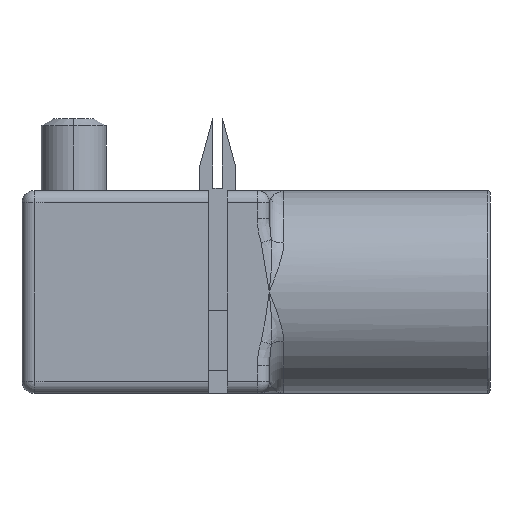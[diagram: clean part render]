
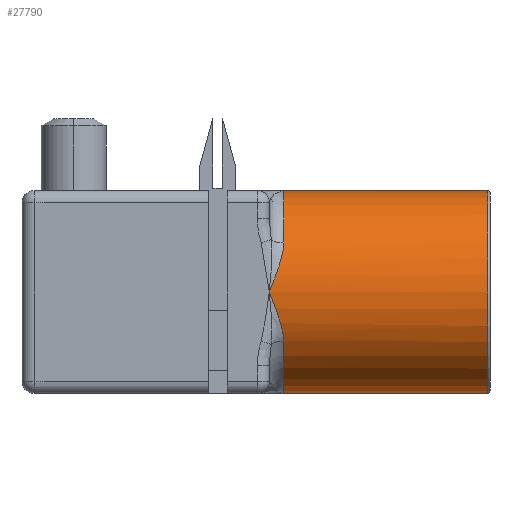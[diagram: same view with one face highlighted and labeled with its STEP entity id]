
A CAD part, left-side view. The second image highlights one B-rep face of the part: STEP entity #27790.
In plain terms, the highlighted cylindrical face has radius 4.227 mm (diameter 8.454 mm), a partial arc.
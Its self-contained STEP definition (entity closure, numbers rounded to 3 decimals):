
#970 = DIRECTION ( 'NONE',  ( 0., -1., 0. ) ) ;
#1015 = CARTESIAN_POINT ( 'NONE',  ( -9.165, -0.6, -1.876 ) ) ;
#1424 = VERTEX_POINT ( 'NONE', #23753 ) ;
#1619 = DIRECTION ( 'NONE',  ( 0., 1., 0. ) ) ;
#1671 = CARTESIAN_POINT ( 'NONE',  ( -9.165, -0.6, 1.876 ) ) ;
#1754 = FACE_OUTER_BOUND ( 'NONE', #2800, .T. ) ;
#1795 = DIRECTION ( 'NONE',  ( 0., 1., 0. ) ) ;
#2253 = CARTESIAN_POINT ( 'NONE',  ( -9.547, -0.271, 0.687 ) ) ;
#2526 = CARTESIAN_POINT ( 'NONE',  ( -5.508, -0.6, 4.225 ) ) ;
#2800 = EDGE_LOOP ( 'NONE', ( #10370, #4891, #4261, #19027, #21401, #17577, #2958 ) ) ;
#2958 = ORIENTED_EDGE ( 'NONE', *, *, #6857, .T. ) ;
#2997 = CARTESIAN_POINT ( 'NONE',  ( -9.243, -0.574, -1.709 ) ) ;
#3229 = DIRECTION ( 'NONE',  ( 0., -1., 0. ) ) ;
#3766 = VERTEX_POINT ( 'NONE', #20430 ) ;
#4003 = CARTESIAN_POINT ( 'NONE',  ( -5.373, -0.6, 0. ) ) ;
#4198 = CYLINDRICAL_SURFACE ( 'NONE', #22049, 4.227 ) ;
#4261 = ORIENTED_EDGE ( 'NONE', *, *, #13253, .T. ) ;
#4418 = CARTESIAN_POINT ( 'NONE',  ( -9.375, -0.499, 1.372 ) ) ;
#4561 = VERTEX_POINT ( 'NONE', #25344 ) ;
#4603 = EDGE_CURVE ( 'NONE', #28771, #4561, #18856, .T. ) ;
#4848 = CARTESIAN_POINT ( 'NONE',  ( -9.075, -0.6, -2.041 ) ) ;
#4891 = ORIENTED_EDGE ( 'NONE', *, *, #4603, .T. ) ;
#5761 = CARTESIAN_POINT ( 'NONE',  ( -5.373, -9.1, 0. ) ) ;
#6517 = CARTESIAN_POINT ( 'NONE',  ( -9.243, -0.574, 1.709 ) ) ;
#6857 = EDGE_CURVE ( 'NONE', #3766, #25719, #18834, .T. ) ;
#7840 = EDGE_CURVE ( 'NONE', #1424, #20152, #8465, .T. ) ;
#8162 = CARTESIAN_POINT ( 'NONE',  ( -9.43, -0.448, -1.2 ) ) ;
#8465 = LINE ( 'NONE', #22363, #20392 ) ;
#8684 = CARTESIAN_POINT ( 'NONE',  ( -9.43, -0.448, 1.2 ) ) ;
#9973 = CARTESIAN_POINT ( 'NONE',  ( -9.6, 0., 0. ) ) ;
#10273 = CARTESIAN_POINT ( 'NONE',  ( -9.547, -0.271, -0.687 ) ) ;
#10370 = ORIENTED_EDGE ( 'NONE', *, *, #10860, .T. ) ;
#10860 = EDGE_CURVE ( 'NONE', #25719, #28771, #26300, .T. ) ;
#10864 = AXIS2_PLACEMENT_3D ( 'NONE', #5761, #1795, #24520 ) ;
#12029 = CARTESIAN_POINT ( 'NONE',  ( -9.075, -0.6, 2.041 ) ) ;
#12237 = CARTESIAN_POINT ( 'NONE',  ( -9.375, -0.499, -1.372 ) ) ;
#13253 = EDGE_CURVE ( 'NONE', #4561, #1424, #20029, .T. ) ;
#13447 = DIRECTION ( 'NONE',  ( 0., -1., 0. ) ) ;
#14185 = VECTOR ( 'NONE', #3229, 1000. ) ;
#14601 = B_SPLINE_CURVE_WITH_KNOTS ( 'NONE', 3,
 ( #15640, #1671, #6517, #4418, #8684, #29505, #2253, #20759, #22563, #22722 ),
 .UNSPECIFIED., .F., .F.,
 ( 4, 2, 2, 2, 4 ),
 ( 0., 0.001, 0.001, 0.002, 0.002 ),
 .UNSPECIFIED. ) ;
#14836 = CARTESIAN_POINT ( 'NONE',  ( -9.6, -0.069, -0.171 ) ) ;
#15640 = CARTESIAN_POINT ( 'NONE',  ( -9.075, -0.6, 2.041 ) ) ;
#17577 = ORIENTED_EDGE ( 'NONE', *, *, #22827, .T. ) ;
#18192 = CARTESIAN_POINT ( 'NONE',  ( -5.373, -0.6, 0. ) ) ;
#18834 = B_SPLINE_CURVE_WITH_KNOTS ( 'NONE', 3,
 ( #9973, #14836, #23714, #10273, #21617, #8162, #12237, #2997, #1015, #24027 ),
 .UNSPECIFIED., .F., .F.,
 ( 4, 2, 2, 2, 4 ),
 ( 0., 0.001, 0.001, 0.002, 0.002 ),
 .UNSPECIFIED. ) ;
#18856 = LINE ( 'NONE', #23952, #14185 ) ;
#19027 = ORIENTED_EDGE ( 'NONE', *, *, #7840, .T. ) ;
#20029 = CIRCLE ( 'NONE', #10864, 4.227 ) ;
#20152 = VERTEX_POINT ( 'NONE', #2526 ) ;
#20392 = VECTOR ( 'NONE', #1619, 1000. ) ;
#20430 = CARTESIAN_POINT ( 'NONE',  ( -9.6, 0., 0. ) ) ;
#20522 = DIRECTION ( 'NONE',  ( 0., 0., -1. ) ) ;
#20759 = CARTESIAN_POINT ( 'NONE',  ( -9.589, -0.139, 0.345 ) ) ;
#21401 = ORIENTED_EDGE ( 'NONE', *, *, #22654, .T. ) ;
#21617 = CARTESIAN_POINT ( 'NONE',  ( -9.516, -0.334, -0.858 ) ) ;
#22049 = AXIS2_PLACEMENT_3D ( 'NONE', #25223, #13447, #20522 ) ;
#22363 = CARTESIAN_POINT ( 'NONE',  ( -5.508, 2.8, 4.225 ) ) ;
#22412 = DIRECTION ( 'NONE',  ( 0., 0., -1. ) ) ;
#22529 = CIRCLE ( 'NONE', #26385, 4.227 ) ;
#22563 = CARTESIAN_POINT ( 'NONE',  ( -9.6, -0.07, 0.174 ) ) ;
#22654 = EDGE_CURVE ( 'NONE', #20152, #29838, #22529, .T. ) ;
#22722 = CARTESIAN_POINT ( 'NONE',  ( -9.6, 0., 0. ) ) ;
#22827 = EDGE_CURVE ( 'NONE', #29838, #3766, #14601, .T. ) ;
#23383 = AXIS2_PLACEMENT_3D ( 'NONE', #18192, #29650, #22412 ) ;
#23531 = CARTESIAN_POINT ( 'NONE',  ( -5.508, -0.6, -4.225 ) ) ;
#23714 = CARTESIAN_POINT ( 'NONE',  ( -9.589, -0.139, -0.344 ) ) ;
#23753 = CARTESIAN_POINT ( 'NONE',  ( -5.508, -9.1, 4.225 ) ) ;
#23952 = CARTESIAN_POINT ( 'NONE',  ( -5.508, 2.8, -4.225 ) ) ;
#24027 = CARTESIAN_POINT ( 'NONE',  ( -9.075, -0.6, -2.041 ) ) ;
#24520 = DIRECTION ( 'NONE',  ( 0., 0., 1. ) ) ;
#25223 = CARTESIAN_POINT ( 'NONE',  ( -5.373, 2.8, 0. ) ) ;
#25344 = CARTESIAN_POINT ( 'NONE',  ( -5.508, -9.1, -4.225 ) ) ;
#25719 = VERTEX_POINT ( 'NONE', #4848 ) ;
#26300 = CIRCLE ( 'NONE', #23383, 4.227 ) ;
#26385 = AXIS2_PLACEMENT_3D ( 'NONE', #4003, #970, #29543 ) ;
#27790 = ADVANCED_FACE ( 'NONE', ( #1754 ), #4198, .T. ) ;
#28771 = VERTEX_POINT ( 'NONE', #23531 ) ;
#29505 = CARTESIAN_POINT ( 'NONE',  ( -9.516, -0.334, 0.858 ) ) ;
#29543 = DIRECTION ( 'NONE',  ( 0., 0., -1. ) ) ;
#29650 = DIRECTION ( 'NONE',  ( 0., -1., 0. ) ) ;
#29838 = VERTEX_POINT ( 'NONE', #12029 ) ;
